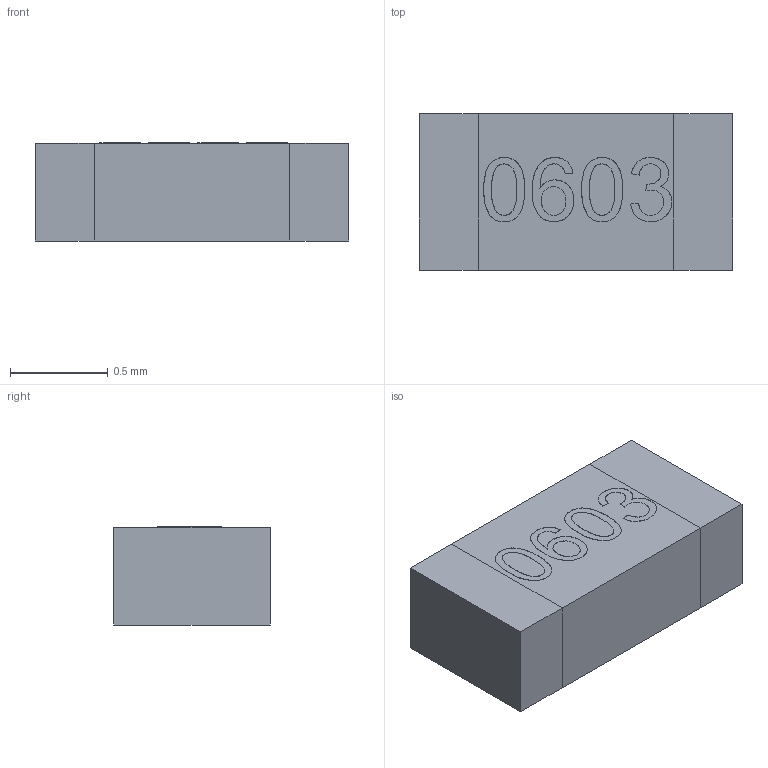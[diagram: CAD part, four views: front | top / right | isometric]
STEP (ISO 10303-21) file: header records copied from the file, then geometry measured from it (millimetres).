
FILE_DESCRIPTION(/* description */ (''),/* implementation_level */ '2;1');
FILE_NAME(/* name */ 'R0603.step',/* time_stamp */ '2021-06-21T12:54:34-05:00',/* author */ (''),/* organization */ (''),/* preprocessor_version */ 'ST-DEVELOPER v18.1',/* originating_system */ 'Autodesk Translation Framework v10.9.0.1377',/* authorisation */ '');
FILE_SCHEMA (('AUTOMOTIVE_DESIGN { 1 0 10303 214 3 1 1 }'));
Length unit declared in the file: millimetre
Products named in the file (1): R0603
Bounding box: 1.6 x 0.8 x 0.5 mm (x, y, z)
Volume: 0.6 mm3; surface area: 6.8 mm2
Topology: 7 solids, 7 shells, 124 faces, 330 edges, 220 vertices
Faces by surface type: bspline 94, plane 30
Entity records: 4774 total; most frequent: CARTESIAN_POINT 2273, ORIENTED_EDGE 660, EDGE_CURVE 330, VERTEX_POINT 220, DIRECTION 204, B_SPLINE_CURVE_WITH_KNOTS 188, LINE 142, VECTOR 142
